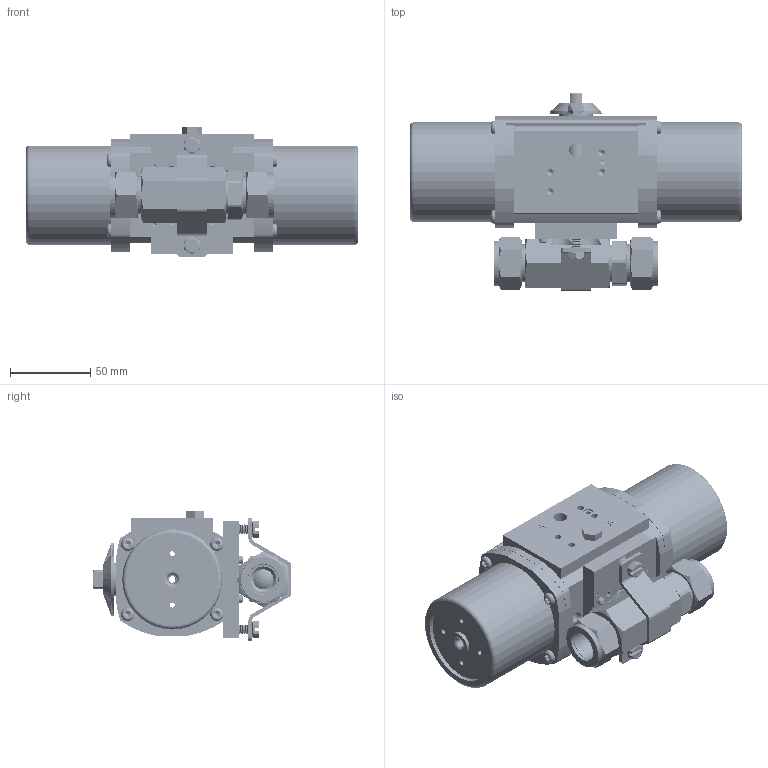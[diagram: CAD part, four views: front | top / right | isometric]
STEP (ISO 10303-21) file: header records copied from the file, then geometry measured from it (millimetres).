
FILE_DESCRIPTION (( 'STEP AP203' ), '1' );
FILE_NAME ('8205XXC12A512SR.step', '2018-03-12T15:22:09', ( '' ), ( '' ), 'SwSTEP 2.0', 'SolidWorks 2017', '' );
FILE_SCHEMA (( 'CONFIG_CONTROL_DESIGN' ));
Products named in the file (1): 8205XXC12A512SR
Bounding box: 206.38 x 123.57 x 80.39 mm (x, y, z)
Volume: 466935.1 mm3; surface area: 217033.6 mm2
Topology: 57 solids, 57 shells, 3928 faces, 10383 edges, 6550 vertices
Faces by surface type: cylinder 2086, cone 861, plane 631, bspline 214, torus 130, sphere 6
Entity records: 211693 total; most frequent: CARTESIAN_POINT 121612, ORIENTED_EDGE 20510, DIRECTION 17727, EDGE_CURVE 10255, AXIS2_PLACEMENT_3D 6957, VERTEX_POINT 6546, EDGE_LOOP 4205, ADVANCED_FACE 3928
